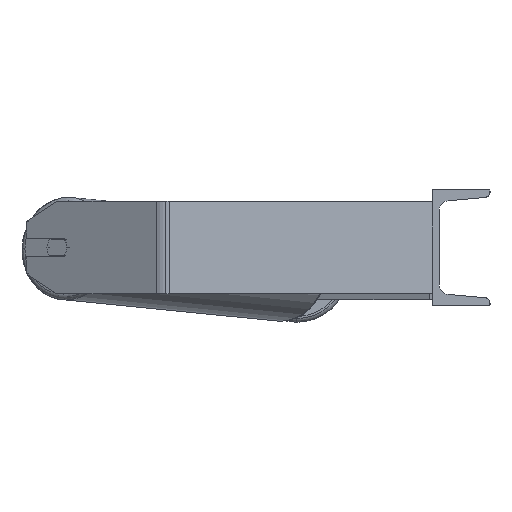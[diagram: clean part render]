
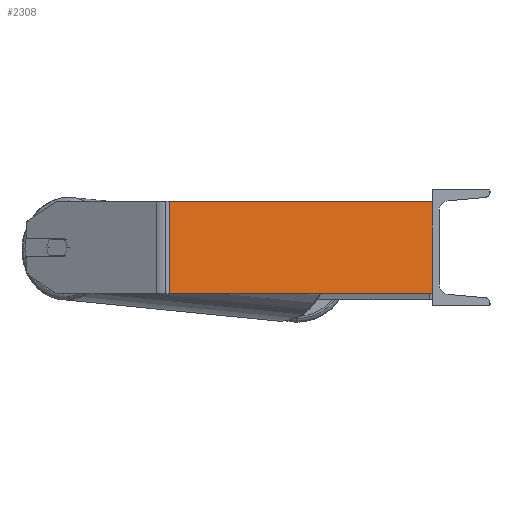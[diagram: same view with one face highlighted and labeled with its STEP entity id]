
A CAD part, left-side view. The second image highlights one B-rep face of the part: STEP entity #2308.
In plain terms, the highlighted planar face has unit normal (-0.985, -0.174, 0).
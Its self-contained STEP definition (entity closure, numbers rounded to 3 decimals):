
#54 = VECTOR ( 'NONE', #7805, 1000. ) ;
#173 = CARTESIAN_POINT ( 'NONE',  ( -626.128, 233.246, -40. ) ) ;
#370 = FACE_OUTER_BOUND ( 'NONE', #4601, .T. ) ;
#459 = DIRECTION ( 'NONE',  ( 0., 0., -1. ) ) ;
#568 = DIRECTION ( 'NONE',  ( 0., 0., -1. ) ) ;
#782 = VECTOR ( 'NONE', #459, 1000. ) ;
#1298 = ORIENTED_EDGE ( 'NONE', *, *, #2261, .F. ) ;
#1560 = CARTESIAN_POINT ( 'NONE',  ( -625.116, 227.511, 40. ) ) ;
#1686 = VECTOR ( 'NONE', #6597, 1000. ) ;
#1759 = PLANE ( 'NONE',  #3860 ) ;
#1893 = ORIENTED_EDGE ( 'NONE', *, *, #4884, .T. ) ;
#2261 = EDGE_CURVE ( 'NONE', #6409, #2420, #3975, .T. ) ;
#2308 = ADVANCED_FACE ( 'NONE', ( #370 ), #1759, .F. ) ;
#2417 = VECTOR ( 'NONE', #568, 1000. ) ;
#2420 = VERTEX_POINT ( 'NONE', #7700 ) ;
#2635 = CARTESIAN_POINT ( 'NONE',  ( -585., 0., 40. ) ) ;
#2715 = DIRECTION ( 'NONE',  ( 0.985, 0.174, 0. ) ) ;
#2873 = ORIENTED_EDGE ( 'NONE', *, *, #4132, .F. ) ;
#3860 = AXIS2_PLACEMENT_3D ( 'NONE', #4581, #2715, #6019 ) ;
#3934 = CARTESIAN_POINT ( 'NONE',  ( -625.116, 227.511, -40. ) ) ;
#3975 = LINE ( 'NONE', #6234, #782 ) ;
#4090 = VERTEX_POINT ( 'NONE', #1560 ) ;
#4132 = EDGE_CURVE ( 'NONE', #4090, #6409, #5287, .T. ) ;
#4581 = CARTESIAN_POINT ( 'NONE',  ( -626.128, 233.246, 40. ) ) ;
#4601 = EDGE_LOOP ( 'NONE', ( #1893, #1298, #2873, #6524 ) ) ;
#4884 = EDGE_CURVE ( 'NONE', #8516, #2420, #4983, .T. ) ;
#4983 = LINE ( 'NONE', #173, #54 ) ;
#5287 = LINE ( 'NONE', #6038, #1686 ) ;
#5471 = EDGE_CURVE ( 'NONE', #4090, #8516, #6859, .T. ) ;
#6019 = DIRECTION ( 'NONE',  ( -0.174, 0.985, 0. ) ) ;
#6038 = CARTESIAN_POINT ( 'NONE',  ( -626.128, 233.246, 40. ) ) ;
#6234 = CARTESIAN_POINT ( 'NONE',  ( -585., 0., 40. ) ) ;
#6409 = VERTEX_POINT ( 'NONE', #2635 ) ;
#6524 = ORIENTED_EDGE ( 'NONE', *, *, #5471, .T. ) ;
#6597 = DIRECTION ( 'NONE',  ( 0.174, -0.985, 0. ) ) ;
#6859 = LINE ( 'NONE', #8280, #2417 ) ;
#7700 = CARTESIAN_POINT ( 'NONE',  ( -585., 0., -40. ) ) ;
#7805 = DIRECTION ( 'NONE',  ( 0.174, -0.985, 0. ) ) ;
#8280 = CARTESIAN_POINT ( 'NONE',  ( -625.116, 227.511, 40. ) ) ;
#8516 = VERTEX_POINT ( 'NONE', #3934 ) ;
